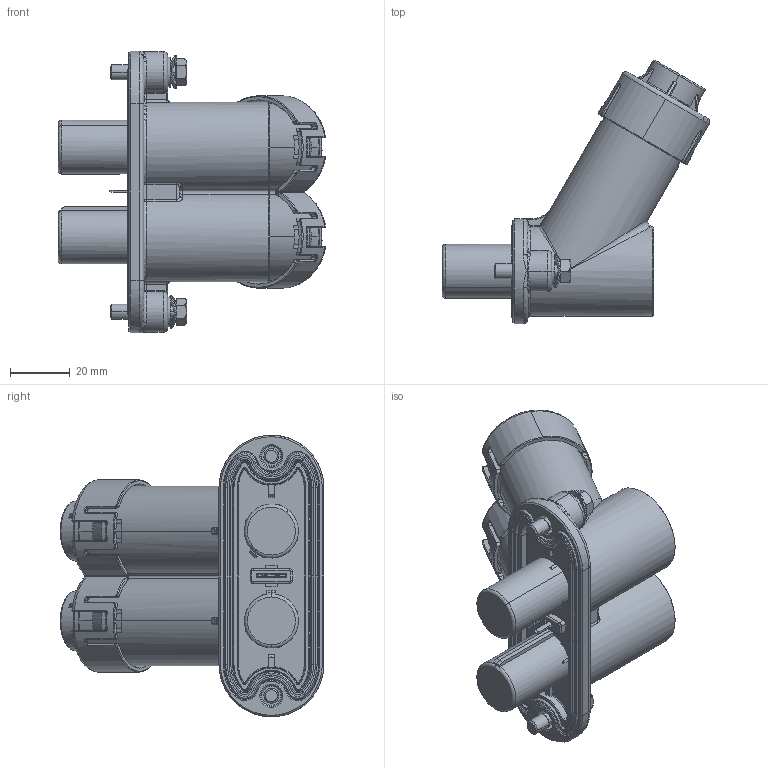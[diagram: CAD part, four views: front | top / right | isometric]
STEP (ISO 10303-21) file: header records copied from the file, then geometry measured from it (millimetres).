
FILE_DESCRIPTION (( 'STEP AP203' ), '1' );
FILE_NAME ('11-200404-YG1033A-120°总成装配体-JK.STEP', '2025-09-09T10:06:44', ( 'China' ), ( 'Microsoft' ), 'SwSTEP 2.0', 'SolidWorks 2023', '' );
FILE_SCHEMA (( 'CONFIG_CONTROL_DESIGN' ));
Length unit declared in the file: millimetre
Products named in the file (1): 11-200404-YG1033A-120°总成装配体-JK
Bounding box: 89.21 x 88 x 94 mm (x, y, z)
Surface area: 45789.7 mm2 (no closed solid volume)
Topology: 0 solids, 17 shells, 2168 faces, 5813 edges, 3652 vertices
Faces by surface type: plane 954, cylinder 599, bspline 227, torus 215, cone 160, sphere 13
Entity records: 81667 total; most frequent: CARTESIAN_POINT 29093, ORIENTED_EDGE 11522, DIRECTION 10410, EDGE_CURVE 5765, VERTEX_POINT 3650, AXIS2_PLACEMENT_3D 3599, VECTOR 3212, LINE 3212
